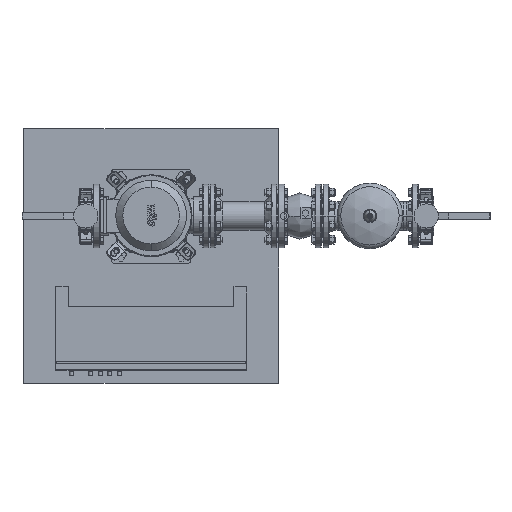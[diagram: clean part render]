
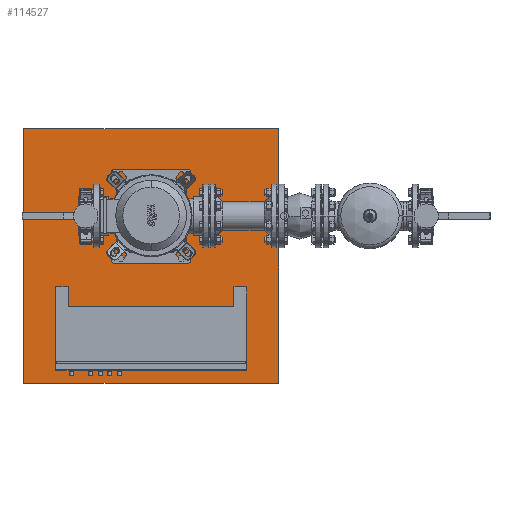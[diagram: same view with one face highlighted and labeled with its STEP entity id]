
A CAD part, top view. The second image highlights one B-rep face of the part: STEP entity #114527.
In plain terms, the highlighted planar face has unit normal (0, 0, 1).
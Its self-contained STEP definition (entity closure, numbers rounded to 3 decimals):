
#114488=CARTESIAN_POINT('',(-400.0,-125.,125.0));
#114489=DIRECTION('',(0.0,0.0,1.0));
#114490=DIRECTION('',(0.0,-1.0,0.0));
#114491=AXIS2_PLACEMENT_3D('',#114488,#114489,#114490);
#114492=PLANE('',#114491);
#114493=CARTESIAN_POINT('',(400.0,-525.0,125.));
#114494=VERTEX_POINT('',#114493);
#114495=CARTESIAN_POINT('',(400.0,275.0,125.));
#114496=VERTEX_POINT('',#114495);
#114497=CARTESIAN_POINT('',(400.0,-525.0,125.));
#114498=DIRECTION('',(0.0,1.0,0.0));
#114499=VECTOR('',#114498,800.0);
#114500=LINE('',#114497,#114499);
#114501=EDGE_CURVE('',#114494,#114496,#114500,.T.);
#114502=ORIENTED_EDGE('',*,*,#114501,.T.);
#114503=CARTESIAN_POINT('',(-400.0,275.0,125.));
#114504=VERTEX_POINT('',#114503);
#114505=CARTESIAN_POINT('',(-400.0,275.0,125.));
#114506=DIRECTION('',(1.0,0.0,0.0));
#114507=VECTOR('',#114506,800.0);
#114508=LINE('',#114505,#114507);
#114509=EDGE_CURVE('',#114504,#114496,#114508,.T.);
#114510=ORIENTED_EDGE('',*,*,#114509,.F.);
#114511=CARTESIAN_POINT('',(-400.0,-525.0,125.));
#114512=VERTEX_POINT('',#114511);
#114513=CARTESIAN_POINT('',(-400.0,275.0,125.));
#114514=DIRECTION('',(0.0,-1.0,0.0));
#114515=VECTOR('',#114514,800.0);
#114516=LINE('',#114513,#114515);
#114517=EDGE_CURVE('',#114504,#114512,#114516,.T.);
#114518=ORIENTED_EDGE('',*,*,#114517,.T.);
#114519=CARTESIAN_POINT('',(-400.0,-525.0,125.));
#114520=DIRECTION('',(1.0,0.0,0.0));
#114521=VECTOR('',#114520,800.0);
#114522=LINE('',#114519,#114521);
#114523=EDGE_CURVE('',#114512,#114494,#114522,.T.);
#114524=ORIENTED_EDGE('',*,*,#114523,.T.);
#114525=EDGE_LOOP('',(#114502,#114510,#114518,#114524));
#114526=FACE_OUTER_BOUND('',#114525,.T.);
#114527=ADVANCED_FACE('',(#114526),#114492,.T.);
